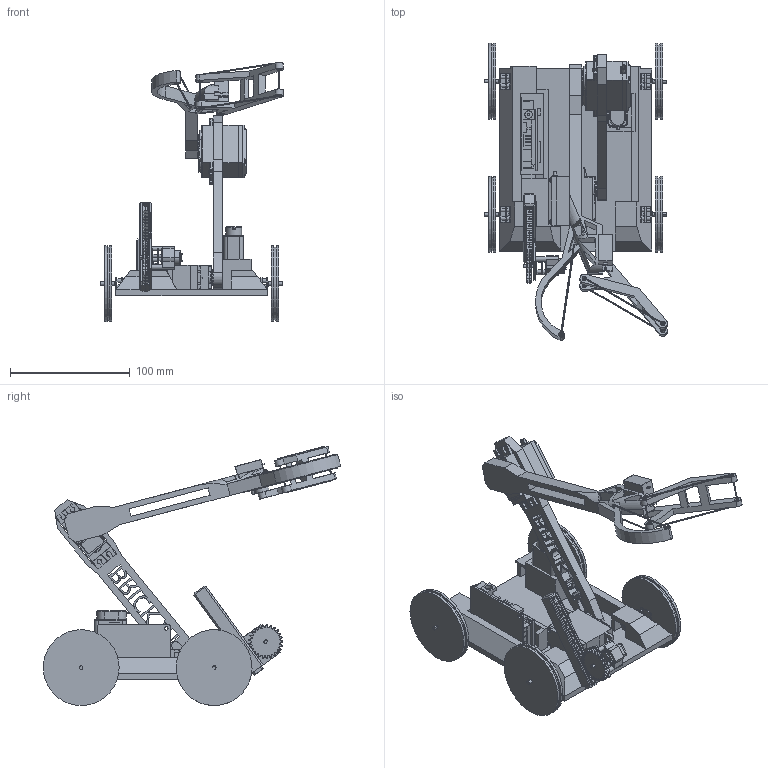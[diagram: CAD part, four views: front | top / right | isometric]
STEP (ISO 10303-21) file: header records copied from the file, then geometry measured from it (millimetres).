
FILE_DESCRIPTION(/* description */ ('STEP AP242','CAx-IF Rec.Pracs.---Representation and Presentation of Product Manufacturing Information (PMI)---4.0---2014-10-13','CAx-IF Rec.Pracs.---3D Tessellated Geometry---0.4---2014-09-14','2;1'),/* implementation_level */ '2;1');
FILE_NAME(/* name */ '64b4597b0d29e53a28c6c3d7',/* time_stamp */ '2023-07-16T20:56:30Z',/* author */ (''),/* organization */ (''),/* preprocessor_version */ 'ST-DEVELOPER v19.4',/* originating_system */ ' ',/* authorisation */ ' ');
FILE_SCHEMA (('AP242_MANAGED_MODEL_BASED_3D_ENGINEERING_MIM_LF { 1 0 10303 442 1 1 4 }'));
Products named in the file (32): Full Robot; motor_??.STEP; Part 1; n20_gearbox_??.STEP; Part 2; n20_shaft_10mm.STEP; Alfredo NoU2 (ACP).STEP; PDI 6621MG; Balance <1>; Part 6; ClimberRack_100mm length.STEP; Part 17; Part 13; Part 5; ArchonClimberPinion_Inch - Spur gear 24DP 18T 20PA 0.25FW ---S18N3.0H
2.0L0.03937N.STEP; Part 16; Motor Mount 2 Prong Wider.STEP
Assembly tree (50 placements, depth 3):
  Full Robot
    motor_??.STEP  x4
    Part 1  x4
    n20_gearbox_??.STEP  x4
    motor_??.STEP  x4
    Part 2
    n20_shaft_10mm.STEP  x4
    Part 1
    Part 2
    motor_??.STEP  x4
    Alfredo NoU2 (ACP).STEP
    Part 1
    Part 1
    PDI 6621MG  x2
    Part 1
    Part 1
    Part 2
    Part 1
    Balance <1>
      Part 6
      ClimberRack_100mm length.STEP
      ClimberRack_100mm length.STEP
      Part 17
      ClimberRack_100mm length.STEP
      Part 13
      Part 5
      ArchonClimberPinion_Inch - Spur gear 24DP 18T 20PA 0.25FW ---S18N3.0H
2.0L0.03937N.STEP
      Part 16
      Motor Mount 2 Prong Wider.STEP
      ClimberRack_100mm length.STEP
      ArchonClimberPinion_Inch - Spur gear 24DP 18T 20PA 0.25FW ---S18N3.0H
2.0L0.03937N.STEP
    Alfredo NoU2 (ACP).STEP
Bounding box: 152.97 x 248.97 x 216.81 mm (x, y, z)
Volume: 434637.5 mm3; surface area: 195363.7 mm2
Topology: 49 solids, 57 shells, 3152 faces, 8188 edges, 5251 vertices
Faces by surface type: plane 1670, cylinder 1061, torus 168, bspline 141, cone 78, sphere 34
Full cylindrical faces by diameter (mm): 0.8 x8, 1 x27, 1.066 x4, 1.25 x8, 1.3 x2, 1.422 x2, 1.6 x1, 1.7 x1, 1.8 x16, 1.806 x2, 2 x5, 2.2 x2, 2.5 x10, 2.838 x1, 3 x37, 3.3 x12, 3.556 x2, 3.81 x9, 3.9 x1, 4 x8, 4.387 x1, 5 x1, 5.08 x3, 5.935 x1, 6.4 x1, 7.483 x1, 13.05 x2, 60.96 x4, 63.5 x8
Entity records: 78616 total; most frequent: CARTESIAN_POINT 16633, ORIENTED_EDGE 11668, DIRECTION 11269, EDGE_CURVE 5834, VERTEX_POINT 3845, AXIS2_PLACEMENT_3D 3812, LINE 3645, VECTOR 3645
